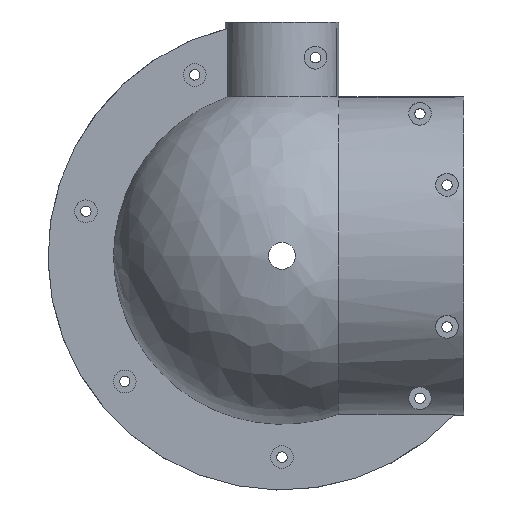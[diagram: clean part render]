
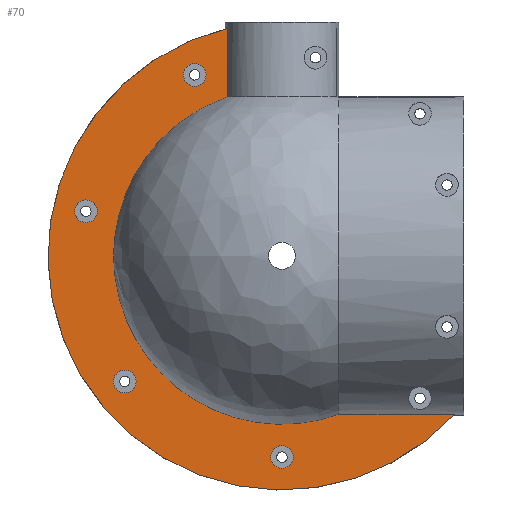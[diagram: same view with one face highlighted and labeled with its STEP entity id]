
A CAD part, top view. The second image highlights one B-rep face of the part: STEP entity #70.
In plain terms, the highlighted planar face has unit normal (0, 0, 1).
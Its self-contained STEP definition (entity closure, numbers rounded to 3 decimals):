
#22=FACE_BOUND('',#163,.T.);
#23=FACE_BOUND('',#164,.T.);
#24=FACE_BOUND('',#165,.T.);
#25=FACE_BOUND('',#166,.T.);
#70=ADVANCED_FACE('',(#112,#22,#23,#24,#25),#675,.T.);
#112=FACE_OUTER_BOUND('',#162,.T.);
#162=EDGE_LOOP('',(#304,#305,#306,#307));
#163=EDGE_LOOP('',(#308));
#164=EDGE_LOOP('',(#309));
#165=EDGE_LOOP('',(#310));
#166=EDGE_LOOP('',(#311));
#304=ORIENTED_EDGE('',*,*,#460,.T.);
#305=ORIENTED_EDGE('',*,*,#405,.F.);
#306=ORIENTED_EDGE('',*,*,#455,.F.);
#307=ORIENTED_EDGE('',*,*,#449,.T.);
#308=ORIENTED_EDGE('',*,*,#469,.F.);
#309=ORIENTED_EDGE('',*,*,#481,.F.);
#310=ORIENTED_EDGE('',*,*,#475,.F.);
#311=ORIENTED_EDGE('',*,*,#463,.F.);
#405=EDGE_CURVE('',#609,#610,#494,.T.);
#449=EDGE_CURVE('',#644,#646,#549,.T.);
#455=EDGE_CURVE('',#644,#609,#532,.T.);
#460=EDGE_CURVE('',#646,#610,#507,.T.);
#463=EDGE_CURVE('',#654,#654,#580,.T.);
#469=EDGE_CURVE('',#651,#651,#584,.T.);
#475=EDGE_CURVE('',#653,#653,#588,.T.);
#481=EDGE_CURVE('',#652,#652,#592,.T.);
#494=B_SPLINE_CURVE_WITH_KNOTS('',3,(#1250,#1251,#1252,#1253,#1254,#1255,
#1256,#1257,#1258,#1259,#1260,#1261,#1262,#1263,#1264,#1265,#1266,#1267,
#1268,#1269,#1270,#1271,#1272,#1273,#1274,#1275,#1276,#1277,#1278,#1279,
#1280,#1281,#1282,#1283,#1284,#1285,#1286,#1287,#1288,#1289,#1290,#1291,
#1292,#1293,#1294,#1295,#1296,#1297,#1298,#1299),.UNSPECIFIED.,.F.,.F.,
(4,3,3,2,3,2,2,3,2,3,2,3,2,2,3,2,3,3,3,4),(267.066,269.582,
291.018,301.796,312.574,319.521,322.993,
326.466,328.97,331.474,333.978,336.482,
339.955,343.427,350.374,361.152,371.93,
393.367,413.091,431.059),.UNSPECIFIED.);
#507=B_SPLINE_CURVE_WITH_KNOTS('',1,(#1533,#1534),.UNSPECIFIED.,.F.,.F.,
(2,2),(18.977,54.494),.UNSPECIFIED.);
#532=(
BOUNDED_CURVE()
B_SPLINE_CURVE(1,(#1521,#1522),.UNSPECIFIED.,.F.,.F.)
B_SPLINE_CURVE_WITH_KNOTS((2,2),(1.985,23.04),
 .UNSPECIFIED.)
CURVE()
GEOMETRIC_REPRESENTATION_ITEM()
RATIONAL_B_SPLINE_CURVE((1.,1.))
REPRESENTATION_ITEM('')
);
#549=TRIMMED_CURVE($,#576,(#1503),(#1504),.T.,.CARTESIAN.);
#576=CIRCLE('',#854,72.);
#580=CIRCLE('',#858,3.5);
#584=CIRCLE('',#862,3.5);
#588=CIRCLE('',#866,3.5);
#592=CIRCLE('',#870,3.5);
#609=VERTEX_POINT('',#1163);
#610=VERTEX_POINT('',#1164);
#644=VERTEX_POINT('',#1198);
#646=VERTEX_POINT('',#1200);
#651=VERTEX_POINT('',#1205);
#652=VERTEX_POINT('',#1206);
#653=VERTEX_POINT('',#1207);
#654=VERTEX_POINT('',#1208);
#675=PLANE('',#816);
#816=AXIS2_PLACEMENT_3D('',#1136,#901,$);
#854=AXIS2_PLACEMENT_3D($,#1502,#962,#963);
#858=AXIS2_PLACEMENT_3D($,#1588,#970,#971);
#862=AXIS2_PLACEMENT_3D($,#1596,#978,#979);
#866=AXIS2_PLACEMENT_3D($,#1604,#986,#987);
#870=AXIS2_PLACEMENT_3D($,#1612,#994,#995);
#901=DIRECTION('',(0.,0.,1.));
#962=DIRECTION('',(0.,0.,1.));
#963=DIRECTION('',(-0.233,0.972,0.));
#970=DIRECTION('',(0.,0.,1.));
#971=DIRECTION('',(1.,0.,0.));
#978=DIRECTION('',(0.,0.,1.));
#979=DIRECTION('',(1.,0.,0.));
#986=DIRECTION('',(0.,0.,1.));
#987=DIRECTION('',(1.,0.,0.));
#994=DIRECTION('',(0.,0.,1.));
#995=DIRECTION('',(1.,0.,0.));
#1136=CARTESIAN_POINT('',(-73.44,-73.44,61.));
#1163=CARTESIAN_POINT('',(-16.791,48.96,61.));
#1164=CARTESIAN_POINT('',(17.506,-48.709,61.));
#1198=CARTESIAN_POINT('',(-16.791,70.015,61.));
#1200=CARTESIAN_POINT('',(53.023,-48.709,61.));
#1205=CARTESIAN_POINT('',(-23.349,55.752,61.));
#1206=CARTESIAN_POINT('',(3.5,-61.88,61.));
#1207=CARTESIAN_POINT('',(-44.879,-38.581,61.));
#1208=CARTESIAN_POINT('',(-56.828,13.769,61.));
#1250=CARTESIAN_POINT('',(-16.791,48.96,61.));
#1251=CARTESIAN_POINT('',(-17.581,48.689,61.));
#1252=CARTESIAN_POINT('',(-18.364,48.399,61.));
#1253=CARTESIAN_POINT('',(-19.141,48.09,61.));
#1254=CARTESIAN_POINT('',(-25.757,45.456,61.));
#1255=CARTESIAN_POINT('',(-31.758,41.486,61.));
#1256=CARTESIAN_POINT('',(-36.77,36.428,61.));
#1257=CARTESIAN_POINT('',(-39.296,33.878,61.));
#1258=CARTESIAN_POINT('',(-41.55,31.072,61.));
#1259=CARTESIAN_POINT('',(-45.441,25.04,61.));
#1260=CARTESIAN_POINT('',(-47.068,21.829,61.));
#1261=CARTESIAN_POINT('',(-48.349,18.476,61.));
#1262=CARTESIAN_POINT('',(-49.175,16.314,61.));
#1263=CARTESIAN_POINT('',(-49.856,14.098,61.));
#1264=CARTESIAN_POINT('',(-50.65,10.718,61.));
#1265=CARTESIAN_POINT('',(-50.877,9.583,61.));
#1266=CARTESIAN_POINT('',(-51.255,7.3,61.));
#1267=CARTESIAN_POINT('',(-51.405,6.152,61.));
#1268=CARTESIAN_POINT('',(-51.517,5.,61.));
#1269=CARTESIAN_POINT('',(-51.598,4.169,61.));
#1270=CARTESIAN_POINT('',(-51.658,3.337,61.));
#1271=CARTESIAN_POINT('',(-51.739,1.669,61.));
#1272=CARTESIAN_POINT('',(-51.759,0.835,61.));
#1273=CARTESIAN_POINT('',(-51.759,0.,61.));
#1274=CARTESIAN_POINT('',(-51.759,-0.835,61.));
#1275=CARTESIAN_POINT('',(-51.739,-1.669,61.));
#1276=CARTESIAN_POINT('',(-51.658,-3.337,61.));
#1277=CARTESIAN_POINT('',(-51.598,-4.169,61.));
#1278=CARTESIAN_POINT('',(-51.517,-5.,61.));
#1279=CARTESIAN_POINT('',(-51.405,-6.152,61.));
#1280=CARTESIAN_POINT('',(-51.255,-7.3,61.));
#1281=CARTESIAN_POINT('',(-50.877,-9.583,61.));
#1282=CARTESIAN_POINT('',(-50.65,-10.718,61.));
#1283=CARTESIAN_POINT('',(-49.856,-14.098,61.));
#1284=CARTESIAN_POINT('',(-49.175,-16.314,61.));
#1285=CARTESIAN_POINT('',(-48.349,-18.476,61.));
#1286=CARTESIAN_POINT('',(-47.068,-21.829,61.));
#1287=CARTESIAN_POINT('',(-45.441,-25.04,61.));
#1288=CARTESIAN_POINT('',(-41.55,-31.072,61.));
#1289=CARTESIAN_POINT('',(-39.296,-33.878,61.));
#1290=CARTESIAN_POINT('',(-36.77,-36.428,61.));
#1291=CARTESIAN_POINT('',(-31.758,-41.486,61.));
#1292=CARTESIAN_POINT('',(-25.757,-45.456,61.));
#1293=CARTESIAN_POINT('',(-19.141,-48.09,61.));
#1294=CARTESIAN_POINT('',(-13.051,-50.514,61.));
#1295=CARTESIAN_POINT('',(-6.555,-51.759,61.));
#1296=CARTESIAN_POINT('',(0.,-51.759,61.));
#1297=CARTESIAN_POINT('',(5.972,-51.759,61.));
#1298=CARTESIAN_POINT('',(11.894,-50.726,61.));
#1299=CARTESIAN_POINT('',(17.506,-48.709,61.));
#1502=CARTESIAN_POINT('',(0.,0.,61.));
#1503=CARTESIAN_POINT('',(-16.791,70.015,61.));
#1504=CARTESIAN_POINT('',(53.023,-48.709,61.));
#1521=CARTESIAN_POINT('',(-16.791,70.015,61.));
#1522=CARTESIAN_POINT('',(-16.791,48.96,61.));
#1533=CARTESIAN_POINT('',(53.023,-48.709,61.));
#1534=CARTESIAN_POINT('',(17.506,-48.709,61.));
#1588=CARTESIAN_POINT('',(-60.328,13.769,61.));
#1596=CARTESIAN_POINT('',(-26.849,55.752,61.));
#1604=CARTESIAN_POINT('',(-48.379,-38.581,61.));
#1612=CARTESIAN_POINT('',(0.,-61.88,61.));
